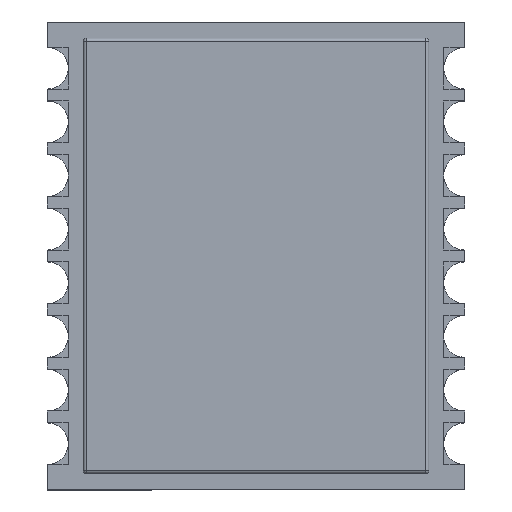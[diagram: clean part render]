
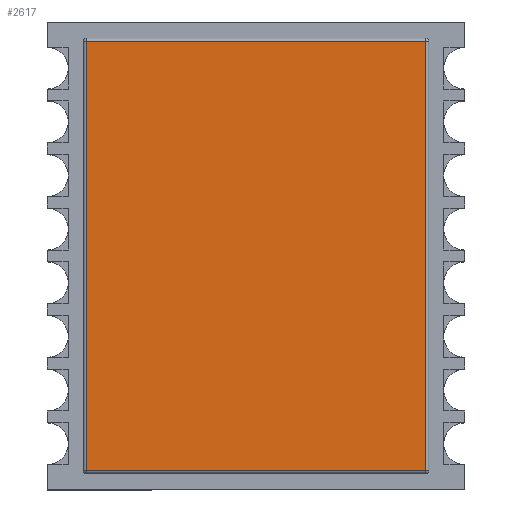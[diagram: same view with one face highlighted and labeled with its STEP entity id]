
A CAD part, top view. The second image highlights one B-rep face of the part: STEP entity #2617.
In plain terms, the highlighted planar face has unit normal (0, 0, 1).
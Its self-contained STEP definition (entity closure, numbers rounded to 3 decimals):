
#90 = CARTESIAN_POINT ( 'NONE',  ( 5.7, 7.2, 3. ) ) ;
#274 = EDGE_CURVE ( 'NONE', #2801, #1381, #4142, .T. ) ;
#640 = EDGE_CURVE ( 'NONE', #1381, #3336, #4660, .T. ) ;
#655 = CARTESIAN_POINT ( 'NONE',  ( 0., -7.2, 3. ) ) ;
#673 = CARTESIAN_POINT ( 'NONE',  ( 5.7, -7.2, 3. ) ) ;
#890 = VERTEX_POINT ( 'NONE', #90 ) ;
#1060 = LINE ( 'NONE', #3093, #4210 ) ;
#1247 = EDGE_CURVE ( 'NONE', #890, #2801, #5002, .T. ) ;
#1280 = DIRECTION ( 'NONE',  ( 0., 1., 0. ) ) ;
#1353 = DIRECTION ( 'NONE',  ( 0., 0., 1. ) ) ;
#1366 = DIRECTION ( 'NONE',  ( 1., 0., 0. ) ) ;
#1381 = VERTEX_POINT ( 'NONE', #4081 ) ;
#1969 = ORIENTED_EDGE ( 'NONE', *, *, #1247, .F. ) ;
#2205 = DIRECTION ( 'NONE',  ( -1., 0., 0. ) ) ;
#2582 = AXIS2_PLACEMENT_3D ( 'NONE', #6029, #1353, #5933 ) ;
#2617 = ADVANCED_FACE ( 'NONE', ( #4460 ), #5527, .T. ) ;
#2771 = VECTOR ( 'NONE', #2205, 1000. ) ;
#2801 = VERTEX_POINT ( 'NONE', #673 ) ;
#3091 = VECTOR ( 'NONE', #1280, 1000. ) ;
#3093 = CARTESIAN_POINT ( 'NONE',  ( 0., 7.2, 3. ) ) ;
#3158 = CARTESIAN_POINT ( 'NONE',  ( -5.7, 0., 3. ) ) ;
#3275 = ORIENTED_EDGE ( 'NONE', *, *, #4530, .F. ) ;
#3336 = VERTEX_POINT ( 'NONE', #4349 ) ;
#4081 = CARTESIAN_POINT ( 'NONE',  ( -5.7, -7.2, 3. ) ) ;
#4142 = LINE ( 'NONE', #655, #2771 ) ;
#4210 = VECTOR ( 'NONE', #1366, 1000. ) ;
#4349 = CARTESIAN_POINT ( 'NONE',  ( -5.7, 7.2, 3. ) ) ;
#4460 = FACE_OUTER_BOUND ( 'NONE', #4819, .T. ) ;
#4495 = VECTOR ( 'NONE', #6470, 1000. ) ;
#4530 = EDGE_CURVE ( 'NONE', #3336, #890, #1060, .T. ) ;
#4657 = ORIENTED_EDGE ( 'NONE', *, *, #274, .F. ) ;
#4660 = LINE ( 'NONE', #3158, #3091 ) ;
#4819 = EDGE_LOOP ( 'NONE', ( #6041, #4657, #1969, #3275 ) ) ;
#4940 = CARTESIAN_POINT ( 'NONE',  ( 5.7, 0., 3. ) ) ;
#5002 = LINE ( 'NONE', #4940, #4495 ) ;
#5527 = PLANE ( 'NONE',  #2582 ) ;
#5933 = DIRECTION ( 'NONE',  ( 1., 0., 0. ) ) ;
#6029 = CARTESIAN_POINT ( 'NONE',  ( 0., 0., 3. ) ) ;
#6041 = ORIENTED_EDGE ( 'NONE', *, *, #640, .F. ) ;
#6470 = DIRECTION ( 'NONE',  ( 0., -1., 0. ) ) ;
